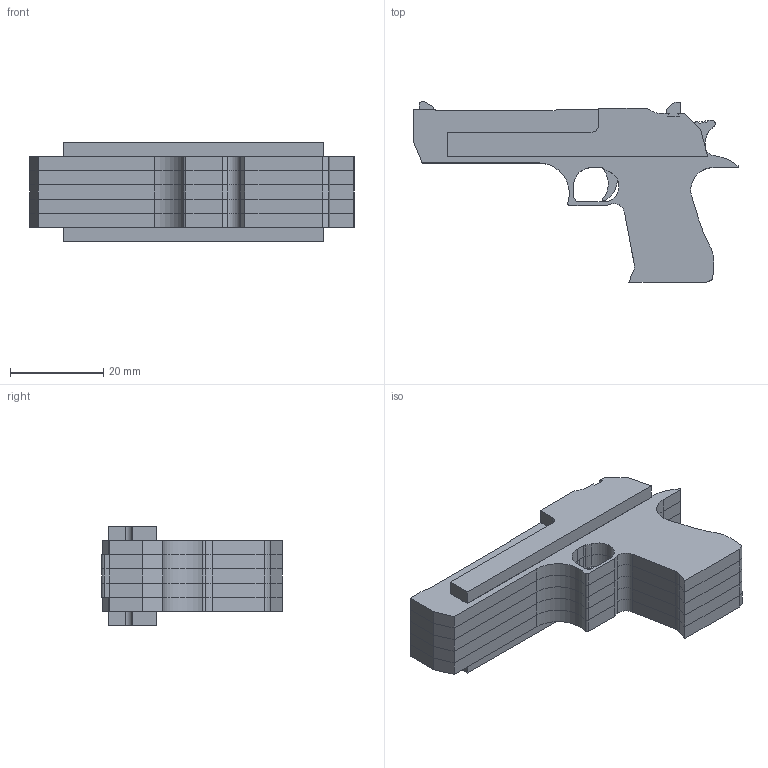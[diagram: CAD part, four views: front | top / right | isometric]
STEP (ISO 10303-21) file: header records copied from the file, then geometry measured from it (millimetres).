
FILE_DESCRIPTION(/* description */ (''),/* implementation_level */ '2;1');
FILE_NAME(/* name */ 'Assembly1.stp',/* time_stamp */ '2022-05-17T13:18:57+06:00',/* author */ ('joshn'),/* organization */ (''),/* preprocessor_version */ 'ST-DEVELOPER v18.1',/* originating_system */ 'Autodesk Inventor 2022',/* authorisation */ '');
FILE_SCHEMA (('AUTOMOTIVE_DESIGN { 1 0 10303 214 3 1 1 }'));
Length unit declared in the file: inch
Products named in the file (9): Assembly1; sheetmettaal_3; sheetmettaal_2; slider; TRIGGER_2; TRIGGER_1; sheetmettaal; inner slider; FINALcASEING
Assembly tree (16 placements, depth 2):
  Assembly1
    sheetmettaal  x2
    sheetmettaal_2  x2
    sheetmettaal_3
    slider
    TRIGGER_1  x2
    TRIGGER_2
    inner slider  x5
    FINALcASEING  x2
Bounding box: 69.79 x 38.84 x 21.34 mm (x, y, z)
Volume: 15736.6 mm3; surface area: 18231.2 mm2
Topology: 16 solids, 16 shells, 513 faces, 1443 edges, 962 vertices
Faces by surface type: plane 383, cylinder 130
Entity records: 9298 total; most frequent: CARTESIAN_POINT 1600, ORIENTED_EDGE 1554, DIRECTION 1527, EDGE_CURVE 777, LINE 627, VECTOR 627, VERTEX_POINT 518, AXIS2_PLACEMENT_3D 450
